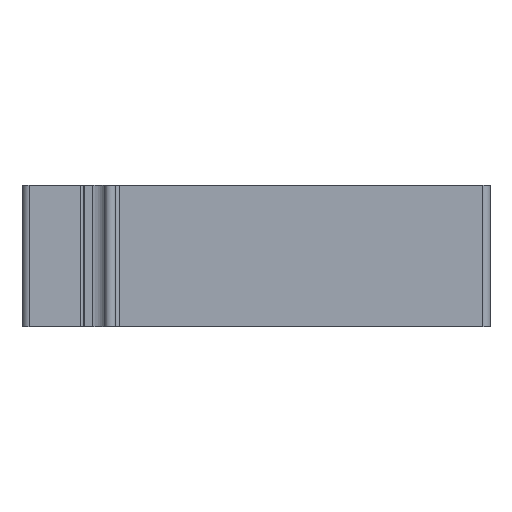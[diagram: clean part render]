
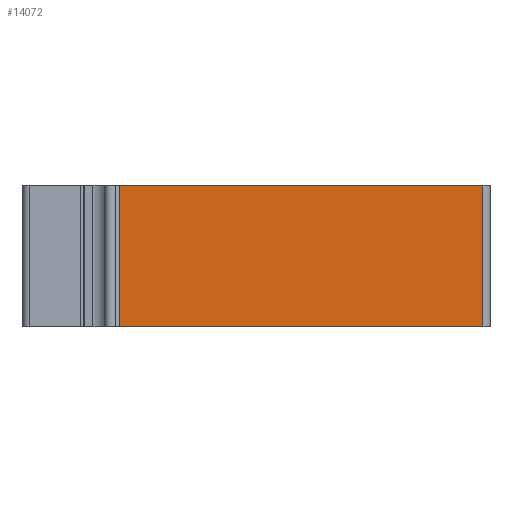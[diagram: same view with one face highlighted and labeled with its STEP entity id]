
A CAD part, left-side view. The second image highlights one B-rep face of the part: STEP entity #14072.
In plain terms, the highlighted planar face has unit normal (-1, 0, 0).
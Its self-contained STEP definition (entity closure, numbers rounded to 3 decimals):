
#14014=CARTESIAN_POINT('',(182.792,120.87,10.0));
#14015=VERTEX_POINT('',#14014);
#14023=CARTESIAN_POINT('',(182.792,120.87,0.0));
#14024=VERTEX_POINT('',#14023);
#14025=CARTESIAN_POINT('',(182.792,120.87,0.0));
#14026=DIRECTION('',(0.0,0.0,1.0));
#14027=VECTOR('',#14026,10.0);
#14028=LINE('',#14025,#14027);
#14029=EDGE_CURVE('',#14024,#14015,#14028,.T.);
#14042=CARTESIAN_POINT('',(182.792,120.87,0.0));
#14043=DIRECTION('',(-1.0,0.0,0.0));
#14044=DIRECTION('',(0.0,0.0,1.0));
#14045=AXIS2_PLACEMENT_3D('',#14042,#14043,#14044);
#14046=PLANE('',#14045);
#14047=CARTESIAN_POINT('',(182.792,146.5,10.0));
#14048=VERTEX_POINT('',#14047);
#14049=CARTESIAN_POINT('',(182.792,120.87,10.0));
#14050=DIRECTION('',(0.0,1.0,0.0));
#14051=VECTOR('',#14050,25.63);
#14052=LINE('',#14049,#14051);
#14053=EDGE_CURVE('',#14015,#14048,#14052,.T.);
#14054=ORIENTED_EDGE('',*,*,#14053,.T.);
#14055=CARTESIAN_POINT('',(182.792,146.5,0.0));
#14056=VERTEX_POINT('',#14055);
#14057=CARTESIAN_POINT('',(182.792,146.5,0.0));
#14058=DIRECTION('',(0.0,0.0,1.0));
#14059=VECTOR('',#14058,10.0);
#14060=LINE('',#14057,#14059);
#14061=EDGE_CURVE('',#14056,#14048,#14060,.T.);
#14062=ORIENTED_EDGE('',*,*,#14061,.F.);
#14063=CARTESIAN_POINT('',(182.792,146.5,0.0));
#14064=DIRECTION('',(0.0,-1.0,0.0));
#14065=VECTOR('',#14064,25.63);
#14066=LINE('',#14063,#14065);
#14067=EDGE_CURVE('',#14056,#14024,#14066,.T.);
#14068=ORIENTED_EDGE('',*,*,#14067,.T.);
#14069=ORIENTED_EDGE('',*,*,#14029,.T.);
#14070=EDGE_LOOP('',(#14054,#14062,#14068,#14069));
#14071=FACE_OUTER_BOUND('',#14070,.T.);
#14072=ADVANCED_FACE('',(#14071),#14046,.T.);
